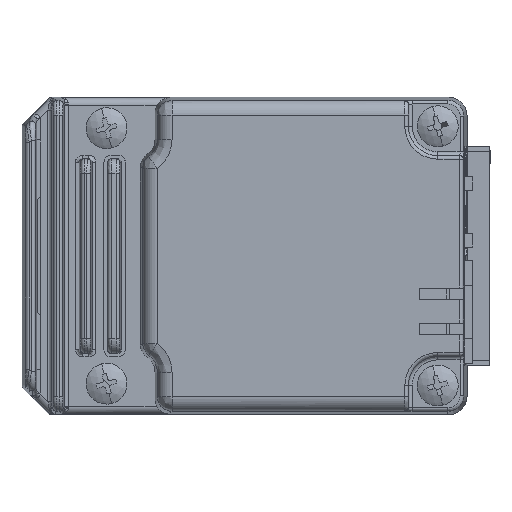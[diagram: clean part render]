
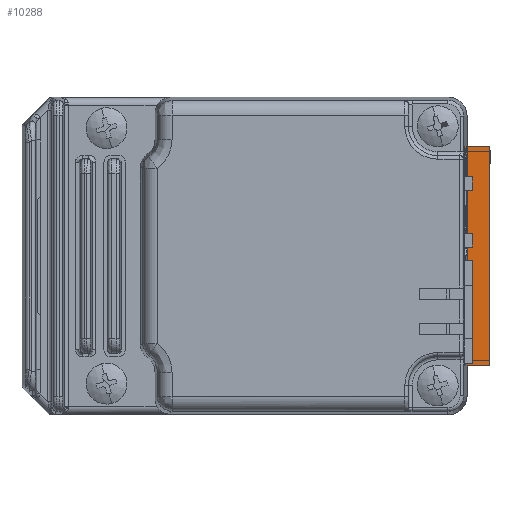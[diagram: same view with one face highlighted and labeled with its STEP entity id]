
A CAD part, front view. The second image highlights one B-rep face of the part: STEP entity #10288.
In plain terms, the highlighted planar face has unit normal (0, -1, 0).
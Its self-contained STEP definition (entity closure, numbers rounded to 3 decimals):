
#167 = DIRECTION ( 'NONE',  ( 1., 0., 0. ) ) ;
#218 = VECTOR ( 'NONE', #4965, 1000. ) ;
#242 = VECTOR ( 'NONE', #11095, 1000. ) ;
#617 = ORIENTED_EDGE ( 'NONE', *, *, #16147, .F. ) ;
#660 = DIRECTION ( 'NONE',  ( 0., 0., -1. ) ) ;
#2289 = CARTESIAN_POINT ( 'NONE',  ( 46.069, -73.208, 39.5 ) ) ;
#2435 = EDGE_CURVE ( 'NONE', #11308, #11789, #10332, .T. ) ;
#3284 = EDGE_CURVE ( 'NONE', #17349, #6316, #14737, .T. ) ;
#4042 = DIRECTION ( 'NONE',  ( 0., 1., 0. ) ) ;
#4461 = CARTESIAN_POINT ( 'NONE',  ( 33.369, -73.208, 69.5 ) ) ;
#4521 = EDGE_CURVE ( 'NONE', #7593, #11789, #11352, .T. ) ;
#4603 = DIRECTION ( 'NONE',  ( -1., 0., 0. ) ) ;
#4749 = CARTESIAN_POINT ( 'NONE',  ( 33.369, -73.208, 39.5 ) ) ;
#4755 = ORIENTED_EDGE ( 'NONE', *, *, #14357, .T. ) ;
#4800 = VECTOR ( 'NONE', #12756, 1000. ) ;
#4890 = ORIENTED_EDGE ( 'NONE', *, *, #7420, .F. ) ;
#4965 = DIRECTION ( 'NONE',  ( 0., 0., -1. ) ) ;
#5258 = AXIS2_PLACEMENT_3D ( 'NONE', #14841, #4042, #5597 ) ;
#5584 = CARTESIAN_POINT ( 'NONE',  ( 33.369, -73.208, 40.7 ) ) ;
#5597 = DIRECTION ( 'NONE',  ( 0., 0., 1. ) ) ;
#5896 = VECTOR ( 'NONE', #4603, 1000. ) ;
#6316 = VERTEX_POINT ( 'NONE', #4749 ) ;
#6328 = CARTESIAN_POINT ( 'NONE',  ( 36.469, -73.208, 40.7 ) ) ;
#6722 = CARTESIAN_POINT ( 'NONE',  ( 33.369, -73.208, 69.5 ) ) ;
#6774 = LINE ( 'NONE', #8280, #242 ) ;
#6949 = CARTESIAN_POINT ( 'NONE',  ( 46.069, -73.208, 69.5 ) ) ;
#7336 = ORIENTED_EDGE ( 'NONE', *, *, #2435, .F. ) ;
#7420 = EDGE_CURVE ( 'NONE', #7593, #14016, #12537, .T. ) ;
#7527 = ORIENTED_EDGE ( 'NONE', *, *, #9085, .F. ) ;
#7593 = VERTEX_POINT ( 'NONE', #6722 ) ;
#8092 = EDGE_CURVE ( 'NONE', #12797, #12064, #8729, .T. ) ;
#8246 = CARTESIAN_POINT ( 'NONE',  ( 46.069, -73.208, 40.7 ) ) ;
#8280 = CARTESIAN_POINT ( 'NONE',  ( 36.469, -73.208, 40.7 ) ) ;
#8540 = VECTOR ( 'NONE', #8872, 1000. ) ;
#8591 = CARTESIAN_POINT ( 'NONE',  ( 46.069, -73.208, 39.5 ) ) ;
#8646 = CARTESIAN_POINT ( 'NONE',  ( 46.069, -73.208, 69.5 ) ) ;
#8673 = LINE ( 'NONE', #10166, #218 ) ;
#8729 = LINE ( 'NONE', #8246, #8917 ) ;
#8872 = DIRECTION ( 'NONE',  ( 1., 0., 0. ) ) ;
#8913 = CARTESIAN_POINT ( 'NONE',  ( 33.369, -73.208, 68.3 ) ) ;
#8917 = VECTOR ( 'NONE', #167, 1000. ) ;
#9085 = EDGE_CURVE ( 'NONE', #12064, #11308, #6774, .T. ) ;
#9914 = VECTOR ( 'NONE', #9926, 1000. ) ;
#9926 = DIRECTION ( 'NONE',  ( -1., 0., 0. ) ) ;
#10140 = ORIENTED_EDGE ( 'NONE', *, *, #3284, .F. ) ;
#10166 = CARTESIAN_POINT ( 'NONE',  ( 33.369, -73.208, 69.5 ) ) ;
#10288 = ADVANCED_FACE ( 'NONE', ( #13643 ), #10780, .F. ) ;
#10332 = LINE ( 'NONE', #16529, #9914 ) ;
#10780 = PLANE ( 'NONE',  #5258 ) ;
#11095 = DIRECTION ( 'NONE',  ( 0., 0., 1. ) ) ;
#11308 = VERTEX_POINT ( 'NONE', #11728 ) ;
#11352 = LINE ( 'NONE', #4461, #15154 ) ;
#11728 = CARTESIAN_POINT ( 'NONE',  ( 36.469, -73.208, 68.3 ) ) ;
#11789 = VERTEX_POINT ( 'NONE', #8913 ) ;
#12064 = VERTEX_POINT ( 'NONE', #6328 ) ;
#12391 = EDGE_LOOP ( 'NONE', ( #10140, #617, #4890, #16189, #7336, #7527, #12777, #4755 ) ) ;
#12537 = LINE ( 'NONE', #14280, #8540 ) ;
#12756 = DIRECTION ( 'NONE',  ( 0., 0., -1. ) ) ;
#12777 = ORIENTED_EDGE ( 'NONE', *, *, #8092, .F. ) ;
#12797 = VERTEX_POINT ( 'NONE', #5584 ) ;
#13643 = FACE_OUTER_BOUND ( 'NONE', #12391, .T. ) ;
#14016 = VERTEX_POINT ( 'NONE', #6949 ) ;
#14280 = CARTESIAN_POINT ( 'NONE',  ( 46.069, -73.208, 69.5 ) ) ;
#14357 = EDGE_CURVE ( 'NONE', #12797, #6316, #8673, .T. ) ;
#14737 = LINE ( 'NONE', #8591, #5896 ) ;
#14841 = CARTESIAN_POINT ( 'NONE',  ( 46.069, -73.208, 69.5 ) ) ;
#15154 = VECTOR ( 'NONE', #660, 1000. ) ;
#15375 = LINE ( 'NONE', #8646, #4800 ) ;
#16147 = EDGE_CURVE ( 'NONE', #14016, #17349, #15375, .T. ) ;
#16189 = ORIENTED_EDGE ( 'NONE', *, *, #4521, .T. ) ;
#16529 = CARTESIAN_POINT ( 'NONE',  ( 46.069, -73.208, 68.3 ) ) ;
#17349 = VERTEX_POINT ( 'NONE', #2289 ) ;
